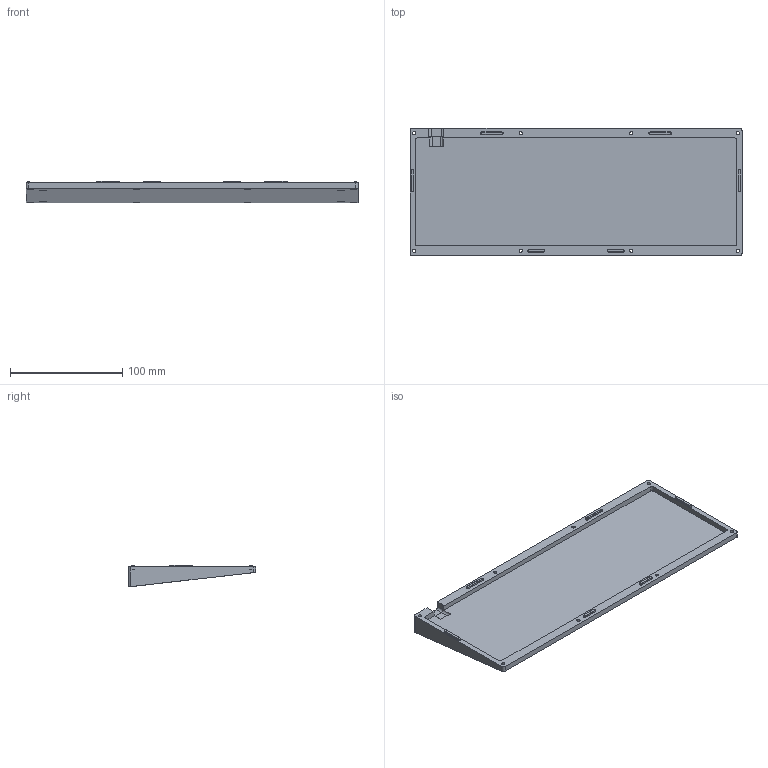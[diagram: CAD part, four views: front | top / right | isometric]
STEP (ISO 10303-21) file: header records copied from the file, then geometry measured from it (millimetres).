
FILE_DESCRIPTION(/* description */ (''),/* implementation_level */ '2;1');
FILE_NAME(/* name */ 'Bottom.step',/* time_stamp */ '2021-01-09T15:32:46+00:00',/* author */ (''),/* organization */ (''),/* preprocessor_version */ 'ST-DEVELOPER v18.1',/* originating_system */ 'Autodesk Translation Framework v9.7.1.1290',/* authorisation */ '');
FILE_SCHEMA (('AUTOMOTIVE_DESIGN { 1 0 10303 214 3 1 1 }'));
Length unit declared in the file: millimetre
Products named in the file (1): 18T 8mm Bezel m25 No Lip
Bounding box: 295.7 x 113.2 x 19.4 mm (x, y, z)
Volume: 248203.4 mm3; surface area: 81876.5 mm2
Topology: 1 solids, 1 shells, 122 faces, 282 edges, 180 vertices
Faces by surface type: plane 62, cylinder 48, cone 12
Full cylindrical faces by diameter (mm): 2.9 x8, 5.5 x8, 6.5 x4
Entity records: 3532 total; most frequent: DIRECTION 638, CARTESIAN_POINT 585, ORIENTED_EDGE 564, EDGE_CURVE 282, AXIS2_PLACEMENT_3D 233, VERTEX_POINT 180, LINE 172, VECTOR 172
